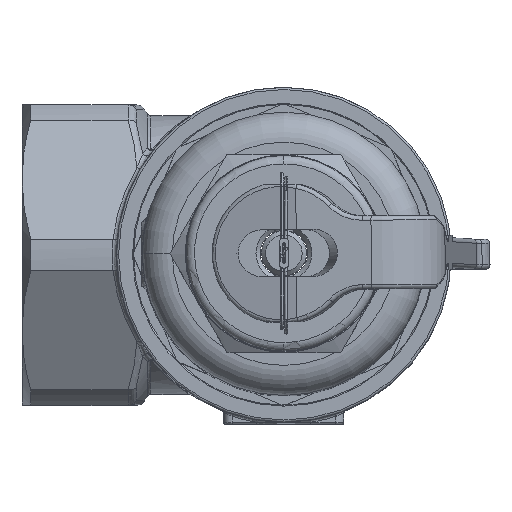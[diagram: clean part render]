
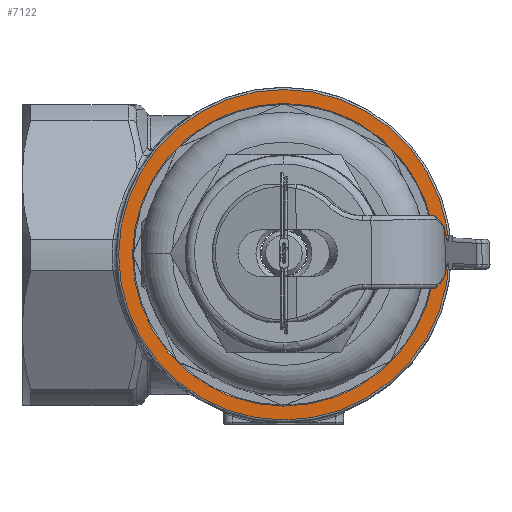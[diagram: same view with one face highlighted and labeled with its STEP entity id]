
A CAD part, top view. The second image highlights one B-rep face of the part: STEP entity #7122.
In plain terms, the highlighted planar face has unit normal (0, 0, 1).
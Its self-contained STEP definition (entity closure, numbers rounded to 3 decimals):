
#1678=CARTESIAN_POINT('',(-0.,35.25,50.5));
#1679=VERTEX_POINT('',#1678);
#1686=CARTESIAN_POINT('',(-0.,-35.25,50.5));
#1687=VERTEX_POINT('',#1686);
#1688=CARTESIAN_POINT('',(0.,0.,50.5));
#1689=DIRECTION('',(-0.,-0.,-1.));
#1690=DIRECTION('',(0.,-1.,0.));
#1691=AXIS2_PLACEMENT_3D('',#1688,#1689,#1690);
#1692=CIRCLE('',#1691,35.25);
#1693=EDGE_CURVE('NONE',#1687,#1679,#1692,.T.);
#7087=CARTESIAN_POINT('',(0.,0.,50.5));
#7088=DIRECTION('',(0.,0.,1.));
#7089=DIRECTION('',(1.,-0.,-0.));
#7090=AXIS2_PLACEMENT_3D('',#7087,#7088,#7089);
#7091=PLANE('',#7090);
#7092=ORIENTED_EDGE('',*,*,#1693,.T.);
#7093=CARTESIAN_POINT('',(0.,0.,50.5));
#7094=DIRECTION('',(-0.,-0.,-1.));
#7095=DIRECTION('',(0.,-1.,0.));
#7096=AXIS2_PLACEMENT_3D('',#7093,#7094,#7095);
#7097=CIRCLE('',#7096,35.25);
#7098=EDGE_CURVE('NONE',#1679,#1687,#7097,.T.);
#7099=ORIENTED_EDGE('',*,*,#7098,.T.);
#7100=EDGE_LOOP('',(#7092,#7099));
#7101=FACE_BOUND('',#7100,.T.);
#7102=CARTESIAN_POINT('',(-38.5,0.,50.5));
#7103=VERTEX_POINT('',#7102);
#7104=CARTESIAN_POINT('',(38.5,0.,50.5));
#7105=VERTEX_POINT('',#7104);
#7106=CARTESIAN_POINT('',(0.,0.,50.5));
#7107=DIRECTION('',(0.,0.,1.));
#7108=DIRECTION('',(1.,-0.,-0.));
#7109=AXIS2_PLACEMENT_3D('',#7106,#7107,#7108);
#7110=CIRCLE('',#7109,38.5);
#7111=EDGE_CURVE('NONE',#7103,#7105,#7110,.T.);
#7112=ORIENTED_EDGE('',*,*,#7111,.T.);
#7113=CARTESIAN_POINT('',(0.,0.,50.5));
#7114=DIRECTION('',(0.,0.,1.));
#7115=DIRECTION('',(1.,-0.,-0.));
#7116=AXIS2_PLACEMENT_3D('',#7113,#7114,#7115);
#7117=CIRCLE('',#7116,38.5);
#7118=EDGE_CURVE('NONE',#7105,#7103,#7117,.T.);
#7119=ORIENTED_EDGE('',*,*,#7118,.T.);
#7120=EDGE_LOOP('',(#7112,#7119));
#7121=FACE_BOUND('',#7120,.T.);
#7122=ADVANCED_FACE('NONE',(#7101,#7121),#7091,.T.);
